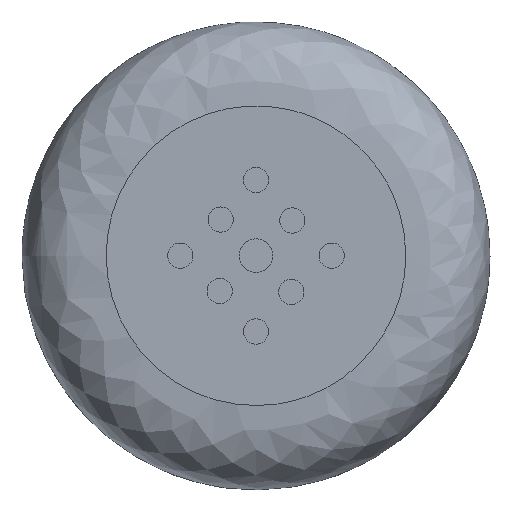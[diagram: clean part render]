
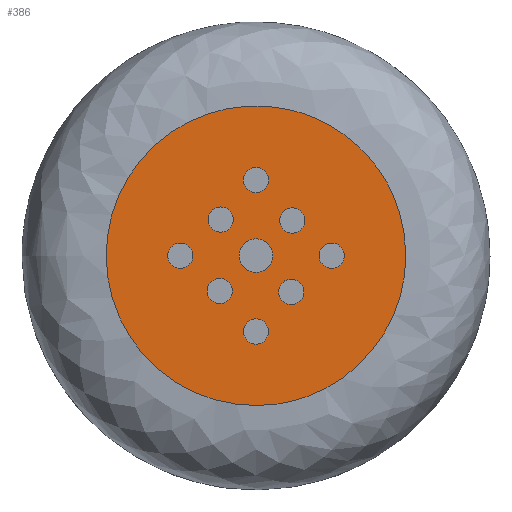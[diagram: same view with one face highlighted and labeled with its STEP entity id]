
A CAD part, top view. The second image highlights one B-rep face of the part: STEP entity #386.
In plain terms, the highlighted planar face has unit normal (0, 0, 1).
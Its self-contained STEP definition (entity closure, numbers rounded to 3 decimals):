
#21=B_SPLINE_CURVE_WITH_KNOTS('',3,(#801,#802,#803,#804,#805,#806,#807,
#808,#809,#810,#811,#812,#813,#814,#815,#816,#817,#818,#819),
 .UNSPECIFIED.,.T.,.F.,(4,1,1,1,1,1,1,1,1,1,1,1,1,1,1,1,4),(-11.133,
-10.338,-9.543,-8.482,-7.952,
-7.422,-6.892,-6.362,-5.302,
-5.036,-4.771,-3.711,-3.181,
-2.386,-1.59,-0.795,0.),
 .UNSPECIFIED.);
#41=FACE_BOUND('',#103,.T.);
#42=FACE_BOUND('',#104,.T.);
#43=FACE_BOUND('',#105,.T.);
#44=FACE_BOUND('',#106,.T.);
#45=FACE_BOUND('',#107,.T.);
#46=FACE_BOUND('',#108,.T.);
#47=FACE_BOUND('',#109,.T.);
#48=FACE_BOUND('',#110,.T.);
#59=PLANE('',#447);
#72=FACE_OUTER_BOUND('',#102,.T.);
#102=EDGE_LOOP('',(#306));
#103=EDGE_LOOP('',(#307));
#104=EDGE_LOOP('',(#308));
#105=EDGE_LOOP('',(#309));
#106=EDGE_LOOP('',(#310));
#107=EDGE_LOOP('',(#311));
#108=EDGE_LOOP('',(#312));
#109=EDGE_LOOP('',(#313));
#110=EDGE_LOOP('',(#314));
#172=CIRCLE('',#448,1.5);
#173=CIRCLE('',#449,1.5);
#174=CIRCLE('',#450,1.5);
#175=CIRCLE('',#451,1.5);
#176=CIRCLE('',#452,1.5);
#177=CIRCLE('',#453,1.5);
#178=CIRCLE('',#454,1.5);
#179=CIRCLE('',#455,1.5);
#200=VERTEX_POINT('',#773);
#203=VERTEX_POINT('',#825);
#204=VERTEX_POINT('',#827);
#205=VERTEX_POINT('',#829);
#206=VERTEX_POINT('',#831);
#207=VERTEX_POINT('',#833);
#208=VERTEX_POINT('',#835);
#209=VERTEX_POINT('',#837);
#210=VERTEX_POINT('',#839);
#238=EDGE_CURVE('',#200,#200,#21,.T.);
#241=EDGE_CURVE('',#203,#203,#172,.T.);
#242=EDGE_CURVE('',#204,#204,#173,.T.);
#243=EDGE_CURVE('',#205,#205,#174,.T.);
#244=EDGE_CURVE('',#206,#206,#175,.T.);
#245=EDGE_CURVE('',#207,#207,#176,.T.);
#246=EDGE_CURVE('',#208,#208,#177,.T.);
#247=EDGE_CURVE('',#209,#209,#178,.T.);
#248=EDGE_CURVE('',#210,#210,#179,.T.);
#306=ORIENTED_EDGE('',*,*,#238,.F.);
#307=ORIENTED_EDGE('',*,*,#241,.T.);
#308=ORIENTED_EDGE('',*,*,#242,.T.);
#309=ORIENTED_EDGE('',*,*,#243,.T.);
#310=ORIENTED_EDGE('',*,*,#244,.T.);
#311=ORIENTED_EDGE('',*,*,#245,.T.);
#312=ORIENTED_EDGE('',*,*,#246,.T.);
#313=ORIENTED_EDGE('',*,*,#247,.T.);
#314=ORIENTED_EDGE('',*,*,#248,.T.);
#386=ADVANCED_FACE('',(#72,#41,#42,#43,#44,#45,#46,#47,#48),#59,.T.);
#447=AXIS2_PLACEMENT_3D('',#824,#530,#531);
#448=AXIS2_PLACEMENT_3D('',#826,#532,#533);
#449=AXIS2_PLACEMENT_3D('',#828,#534,#535);
#450=AXIS2_PLACEMENT_3D('',#830,#536,#537);
#451=AXIS2_PLACEMENT_3D('',#832,#538,#539);
#452=AXIS2_PLACEMENT_3D('',#834,#540,#541);
#453=AXIS2_PLACEMENT_3D('',#836,#542,#543);
#454=AXIS2_PLACEMENT_3D('',#838,#544,#545);
#455=AXIS2_PLACEMENT_3D('',#840,#546,#547);
#530=DIRECTION('center_axis',(0.,0.,1.));
#531=DIRECTION('ref_axis',(1.,0.,0.));
#532=DIRECTION('center_axis',(0.,0.,-1.));
#533=DIRECTION('ref_axis',(1.,0.,0.));
#534=DIRECTION('center_axis',(0.,0.,-1.));
#535=DIRECTION('ref_axis',(1.,0.,0.));
#536=DIRECTION('center_axis',(0.,0.,-1.));
#537=DIRECTION('ref_axis',(1.,0.,0.));
#538=DIRECTION('center_axis',(0.,0.,-1.));
#539=DIRECTION('ref_axis',(1.,0.,0.));
#540=DIRECTION('center_axis',(0.,0.,-1.));
#541=DIRECTION('ref_axis',(1.,0.,0.));
#542=DIRECTION('center_axis',(0.,0.,-1.));
#543=DIRECTION('ref_axis',(1.,0.,0.));
#544=DIRECTION('center_axis',(0.,0.,-1.));
#545=DIRECTION('ref_axis',(1.,0.,0.));
#546=DIRECTION('center_axis',(0.,0.,-1.));
#547=DIRECTION('ref_axis',(1.,0.,0.));
#773=CARTESIAN_POINT('',(-17.8,0.,27.));
#801=CARTESIAN_POINT('Ctrl Pts',(-17.8,0.,
27.));
#802=CARTESIAN_POINT('Ctrl Pts',(-17.8,2.663,27.));
#803=CARTESIAN_POINT('Ctrl Pts',(-16.584,7.982,27.));
#804=CARTESIAN_POINT('Ctrl Pts',(-10.913,15.115,27.));
#805=CARTESIAN_POINT('Ctrl Pts',(-3.144,18.164,27.));
#806=CARTESIAN_POINT('Ctrl Pts',(4.021,17.61,27.));
#807=CARTESIAN_POINT('Ctrl Pts',(9.035,15.649,27.));
#808=CARTESIAN_POINT('Ctrl Pts',(13.242,12.288,27.));
#809=CARTESIAN_POINT('Ctrl Pts',(17.299,6.359,27.));
#810=CARTESIAN_POINT('Ctrl Pts',(18.274,-0.06,27.));
#811=CARTESIAN_POINT('Ctrl Pts',(17.07,-5.265,27.));
#812=CARTESIAN_POINT('Ctrl Pts',(15.132,-10.246,27.));
#813=CARTESIAN_POINT('Ctrl Pts',(10.71,-14.996,27.));
#814=CARTESIAN_POINT('Ctrl Pts',(3.183,-17.942,27.));
#815=CARTESIAN_POINT('Ctrl Pts',(-4.095,-17.949,27.));
#816=CARTESIAN_POINT('Ctrl Pts',(-11.479,-14.392,27.));
#817=CARTESIAN_POINT('Ctrl Pts',(-16.585,-7.987,27.));
#818=CARTESIAN_POINT('Ctrl Pts',(-17.8,-2.663,27.));
#819=CARTESIAN_POINT('Ctrl Pts',(-17.8,0.,
27.));
#824=CARTESIAN_POINT('Origin',(0.,0.,27.));
#825=CARTESIAN_POINT('',(-10.5,0.,27.));
#826=CARTESIAN_POINT('Origin',(-9.,0.,27.));
#827=CARTESIAN_POINT('',(7.5,0.,27.));
#828=CARTESIAN_POINT('Origin',(9.,0.,27.));
#829=CARTESIAN_POINT('',(-1.5,9.,27.));
#830=CARTESIAN_POINT('Origin',(0.,9.,27.));
#831=CARTESIAN_POINT('',(-5.685,4.3,27.));
#832=CARTESIAN_POINT('Origin',(-4.185,4.3,27.));
#833=CARTESIAN_POINT('',(2.685,-4.3,27.));
#834=CARTESIAN_POINT('Origin',(4.185,-4.3,27.));
#835=CARTESIAN_POINT('',(2.8,4.185,27.));
#836=CARTESIAN_POINT('Origin',(4.3,4.185,27.));
#837=CARTESIAN_POINT('',(-5.8,-4.185,27.));
#838=CARTESIAN_POINT('Origin',(-4.3,-4.185,27.));
#839=CARTESIAN_POINT('',(-1.5,-9.,27.));
#840=CARTESIAN_POINT('Origin',(0.,-9.,27.));
